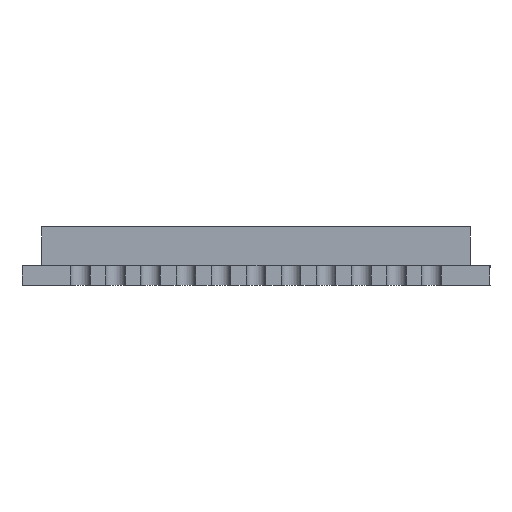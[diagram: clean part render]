
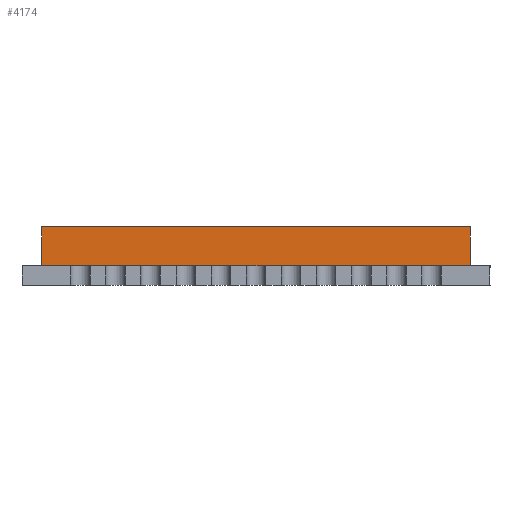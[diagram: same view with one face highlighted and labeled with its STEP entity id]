
A CAD part, left-side view. The second image highlights one B-rep face of the part: STEP entity #4174.
In plain terms, the highlighted planar face has unit normal (-1, 0, 0).
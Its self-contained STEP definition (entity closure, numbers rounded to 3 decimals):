
#401 = ORIENTED_EDGE ( 'NONE', *, *, #3359, .T. ) ;
#417 = ORIENTED_EDGE ( 'NONE', *, *, #3173, .T. ) ;
#630 = VECTOR ( 'NONE', #3470, 1000. ) ;
#1401 = CARTESIAN_POINT ( 'NONE',  ( -5.5, -5.5, 1.5 ) ) ;
#1638 = FACE_OUTER_BOUND ( 'NONE', #1818, .T. ) ;
#1797 = CARTESIAN_POINT ( 'NONE',  ( -5.5, 5.5, 1.5 ) ) ;
#1818 = EDGE_LOOP ( 'NONE', ( #417, #5942, #5069, #401 ) ) ;
#1936 = PLANE ( 'NONE',  #9836 ) ;
#2056 = VERTEX_POINT ( 'NONE', #1401 ) ;
#2109 = CARTESIAN_POINT ( 'NONE',  ( -5.5, 5.5, 0.5 ) ) ;
#2337 = VERTEX_POINT ( 'NONE', #1797 ) ;
#2489 = VERTEX_POINT ( 'NONE', #7589 ) ;
#2633 = CARTESIAN_POINT ( 'NONE',  ( -5.5, 5.5, 1.5 ) ) ;
#2705 = EDGE_CURVE ( 'NONE', #2337, #2056, #4615, .T. ) ;
#2788 = DIRECTION ( 'NONE',  ( 0., -1., 0. ) ) ;
#3173 = EDGE_CURVE ( 'NONE', #7418, #2489, #8890, .T. ) ;
#3359 = EDGE_CURVE ( 'NONE', #2337, #7418, #9277, .T. ) ;
#3470 = DIRECTION ( 'NONE',  ( 0., -1., 0. ) ) ;
#3864 = LINE ( 'NONE', #5206, #4720 ) ;
#4174 = ADVANCED_FACE ( 'NONE', ( #1638 ), #1936, .F. ) ;
#4251 = CARTESIAN_POINT ( 'NONE',  ( -5.5, 5.5, 0.5 ) ) ;
#4518 = CARTESIAN_POINT ( 'NONE',  ( -5.5, 5.5, 1.5 ) ) ;
#4615 = LINE ( 'NONE', #9542, #630 ) ;
#4720 = VECTOR ( 'NONE', #6687, 1000. ) ;
#4799 = VECTOR ( 'NONE', #2788, 1000. ) ;
#4908 = VECTOR ( 'NONE', #6858, 1000. ) ;
#5055 = DIRECTION ( 'NONE',  ( 0., 1., 0. ) ) ;
#5069 = ORIENTED_EDGE ( 'NONE', *, *, #2705, .F. ) ;
#5206 = CARTESIAN_POINT ( 'NONE',  ( -5.5, -5.5, 1.5 ) ) ;
#5942 = ORIENTED_EDGE ( 'NONE', *, *, #7874, .F. ) ;
#6687 = DIRECTION ( 'NONE',  ( 0., 0., -1. ) ) ;
#6858 = DIRECTION ( 'NONE',  ( 0., 0., -1. ) ) ;
#7418 = VERTEX_POINT ( 'NONE', #2109 ) ;
#7589 = CARTESIAN_POINT ( 'NONE',  ( -5.5, -5.5, 0.5 ) ) ;
#7874 = EDGE_CURVE ( 'NONE', #2056, #2489, #3864, .T. ) ;
#8018 = DIRECTION ( 'NONE',  ( 1., 0., 0. ) ) ;
#8890 = LINE ( 'NONE', #4251, #4799 ) ;
#9277 = LINE ( 'NONE', #4518, #4908 ) ;
#9542 = CARTESIAN_POINT ( 'NONE',  ( -5.5, 5.5, 1.5 ) ) ;
#9836 = AXIS2_PLACEMENT_3D ( 'NONE', #2633, #8018, #5055 ) ;
